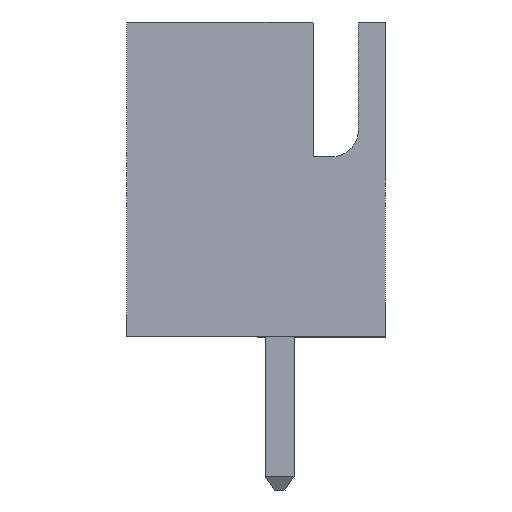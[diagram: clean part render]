
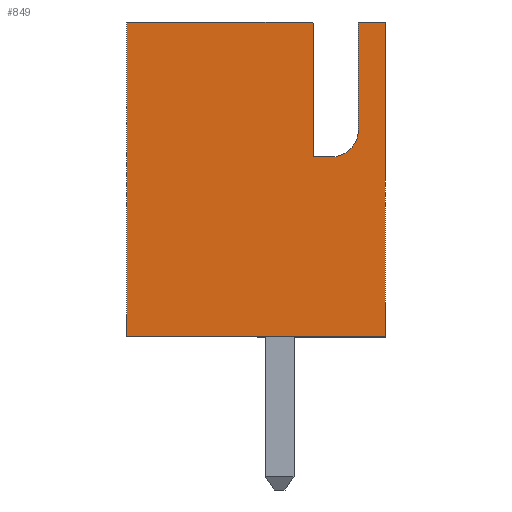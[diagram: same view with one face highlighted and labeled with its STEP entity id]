
A CAD part, left-side view. The second image highlights one B-rep face of the part: STEP entity #849.
In plain terms, the highlighted planar face has unit normal (-1, 0, 0).
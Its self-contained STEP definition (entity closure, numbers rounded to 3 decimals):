
#78 = VERTEX_POINT('',#79);
#79 = CARTESIAN_POINT('',(-11.2,-2.875,0.));
#85 = EDGE_CURVE('',#78,#86,#88,.T.);
#86 = VERTEX_POINT('',#87);
#87 = CARTESIAN_POINT('',(-11.2,-2.875,7.));
#88 = LINE('',#89,#90);
#89 = CARTESIAN_POINT('',(-11.2,-2.875,0.));
#90 = VECTOR('',#91,1.);
#91 = DIRECTION('',(0.,0.,1.));
#808 = VERTEX_POINT('',#809);
#809 = CARTESIAN_POINT('',(-11.2,2.875,0.));
#815 = EDGE_CURVE('',#808,#78,#816,.T.);
#816 = LINE('',#817,#818);
#817 = CARTESIAN_POINT('',(-11.2,2.875,0.));
#818 = VECTOR('',#819,1.);
#819 = DIRECTION('',(0.,-1.,0.));
#849 = ADVANCED_FACE('',(#850),#918,.F.);
#850 = FACE_BOUND('',#851,.F.);
#851 = EDGE_LOOP('',(#852,#862,#870,#879,#887,#893,#894,#895,#903,#911)
  );
#852 = ORIENTED_EDGE('',*,*,#853,.F.);
#853 = EDGE_CURVE('',#854,#856,#858,.T.);
#854 = VERTEX_POINT('',#855);
#855 = CARTESIAN_POINT('',(-11.2,-1.275,4.));
#856 = VERTEX_POINT('',#857);
#857 = CARTESIAN_POINT('',(-11.2,-1.275,6.95));
#858 = LINE('',#859,#860);
#859 = CARTESIAN_POINT('',(-11.2,-1.275,2.));
#860 = VECTOR('',#861,1.);
#861 = DIRECTION('',(0.,0.,1.));
#862 = ORIENTED_EDGE('',*,*,#863,.F.);
#863 = EDGE_CURVE('',#864,#854,#866,.T.);
#864 = VERTEX_POINT('',#865);
#865 = CARTESIAN_POINT('',(-11.2,-1.675,4.));
#866 = LINE('',#867,#868);
#867 = CARTESIAN_POINT('',(-11.2,0.6,4.));
#868 = VECTOR('',#869,1.);
#869 = DIRECTION('',(0.,1.,0.));
#870 = ORIENTED_EDGE('',*,*,#871,.F.);
#871 = EDGE_CURVE('',#872,#864,#874,.T.);
#872 = VERTEX_POINT('',#873);
#873 = CARTESIAN_POINT('',(-11.2,-2.275,4.6));
#874 = CIRCLE('',#875,0.6);
#875 = AXIS2_PLACEMENT_3D('',#876,#877,#878);
#876 = CARTESIAN_POINT('',(-11.2,-1.675,4.6));
#877 = DIRECTION('',(1.,0.,0.));
#878 = DIRECTION('',(0.,1.,0.));
#879 = ORIENTED_EDGE('',*,*,#880,.F.);
#880 = EDGE_CURVE('',#881,#872,#883,.T.);
#881 = VERTEX_POINT('',#882);
#882 = CARTESIAN_POINT('',(-11.2,-2.275,7.));
#883 = LINE('',#884,#885);
#884 = CARTESIAN_POINT('',(-11.2,-2.275,3.5));
#885 = VECTOR('',#886,1.);
#886 = DIRECTION('',(0.,0.,-1.));
#887 = ORIENTED_EDGE('',*,*,#888,.T.);
#888 = EDGE_CURVE('',#881,#86,#889,.T.);
#889 = LINE('',#890,#891);
#890 = CARTESIAN_POINT('',(-11.2,2.875,7.));
#891 = VECTOR('',#892,1.);
#892 = DIRECTION('',(0.,-1.,0.));
#893 = ORIENTED_EDGE('',*,*,#85,.F.);
#894 = ORIENTED_EDGE('',*,*,#815,.F.);
#895 = ORIENTED_EDGE('',*,*,#896,.T.);
#896 = EDGE_CURVE('',#808,#897,#899,.T.);
#897 = VERTEX_POINT('',#898);
#898 = CARTESIAN_POINT('',(-11.2,2.875,7.));
#899 = LINE('',#900,#901);
#900 = CARTESIAN_POINT('',(-11.2,2.875,0.));
#901 = VECTOR('',#902,1.);
#902 = DIRECTION('',(0.,0.,1.));
#903 = ORIENTED_EDGE('',*,*,#904,.T.);
#904 = EDGE_CURVE('',#897,#905,#907,.T.);
#905 = VERTEX_POINT('',#906);
#906 = CARTESIAN_POINT('',(-11.2,-1.225,7.));
#907 = LINE('',#908,#909);
#908 = CARTESIAN_POINT('',(-11.2,2.875,7.));
#909 = VECTOR('',#910,1.);
#910 = DIRECTION('',(0.,-1.,0.));
#911 = ORIENTED_EDGE('',*,*,#912,.T.);
#912 = EDGE_CURVE('',#905,#856,#913,.T.);
#913 = CIRCLE('',#914,0.05);
#914 = AXIS2_PLACEMENT_3D('',#915,#916,#917);
#915 = CARTESIAN_POINT('',(-11.2,-1.225,6.95));
#916 = DIRECTION('',(1.,0.,0.));
#917 = DIRECTION('',(0.,-1.,0.));
#918 = PLANE('',#919);
#919 = AXIS2_PLACEMENT_3D('',#920,#921,#922);
#920 = CARTESIAN_POINT('',(-11.2,2.875,0.));
#921 = DIRECTION('',(1.,0.,0.));
#922 = DIRECTION('',(0.,-1.,0.));
